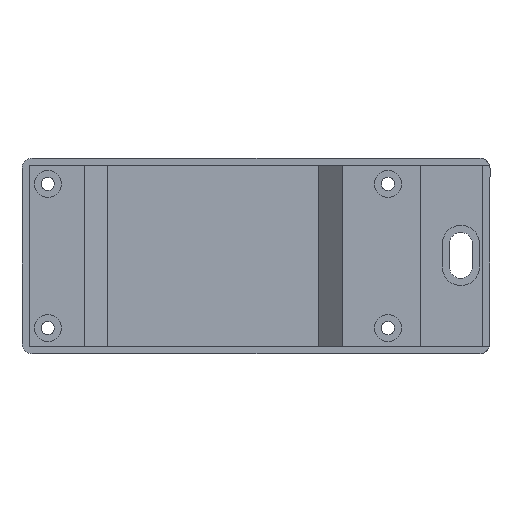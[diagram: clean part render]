
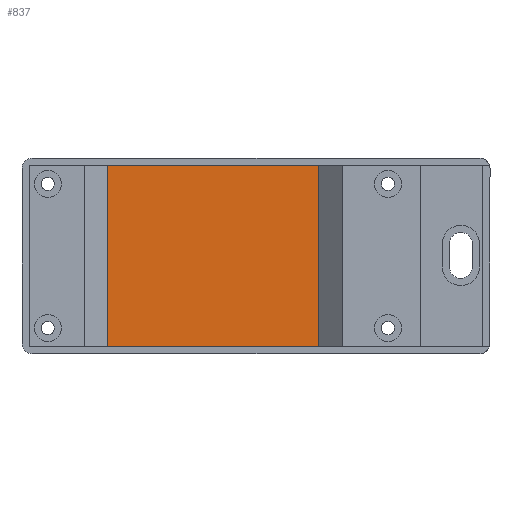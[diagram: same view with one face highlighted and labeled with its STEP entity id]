
A CAD part, top view. The second image highlights one B-rep face of the part: STEP entity #837.
In plain terms, the highlighted planar face has unit normal (0, 0, 1).
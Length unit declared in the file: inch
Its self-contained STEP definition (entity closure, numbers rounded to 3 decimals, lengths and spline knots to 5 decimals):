
#28 = PLANE ( 'NONE',  #478 ) ;
#30 = EDGE_LOOP ( 'NONE', ( #1499, #1392, #309, #2160 ) ) ;
#238 = CARTESIAN_POINT ( 'NONE',  ( -1., 0.775, 0. ) ) ;
#309 = ORIENTED_EDGE ( 'NONE', *, *, #2149, .F. ) ;
#378 = FACE_OUTER_BOUND ( 'NONE', #30, .T. ) ;
#428 = LINE ( 'NONE', #1319, #429 ) ;
#429 = VECTOR ( 'NONE', #1445, 39.37008 ) ;
#449 = CARTESIAN_POINT ( 'NONE',  ( 0.8, 0.775, 0. ) ) ;
#478 = AXIS2_PLACEMENT_3D ( 'NONE', #1083, #1958, #737 ) ;
#611 = VERTEX_POINT ( 'NONE', #1764 ) ;
#614 = CARTESIAN_POINT ( 'NONE',  ( -1.67, -0.775, 0. ) ) ;
#737 = DIRECTION ( 'NONE',  ( -1., 0., 0. ) ) ;
#837 = ADVANCED_FACE ( 'NONE', ( #378 ), #28, .F. ) ;
#924 = VERTEX_POINT ( 'NONE', #238 ) ;
#1072 = DIRECTION ( 'NONE',  ( 1., 0., 0. ) ) ;
#1083 = CARTESIAN_POINT ( 'NONE',  ( 0., 0., 0. ) ) ;
#1270 = DIRECTION ( 'NONE',  ( 0., 1., 0. ) ) ;
#1319 = CARTESIAN_POINT ( 'NONE',  ( -1.67, 0.775, 0. ) ) ;
#1366 = CARTESIAN_POINT ( 'NONE',  ( -1., -0.835, 0. ) ) ;
#1392 = ORIENTED_EDGE ( 'NONE', *, *, #1993, .T. ) ;
#1394 = LINE ( 'NONE', #1366, #1778 ) ;
#1445 = DIRECTION ( 'NONE',  ( -1., 0., 0. ) ) ;
#1498 = CARTESIAN_POINT ( 'NONE',  ( -1., -0.775, 0. ) ) ;
#1499 = ORIENTED_EDGE ( 'NONE', *, *, #2123, .F. ) ;
#1546 = EDGE_CURVE ( 'NONE', #2029, #611, #1795, .T. ) ;
#1763 = VECTOR ( 'NONE', #1072, 39.37008 ) ;
#1764 = CARTESIAN_POINT ( 'NONE',  ( 0.8, -0.775, 0. ) ) ;
#1778 = VECTOR ( 'NONE', #1270, 39.37008 ) ;
#1782 = VERTEX_POINT ( 'NONE', #449 ) ;
#1793 = DIRECTION ( 'NONE',  ( 0., -1., 0. ) ) ;
#1795 = LINE ( 'NONE', #614, #1763 ) ;
#1873 = CARTESIAN_POINT ( 'NONE',  ( 0.8, -0.835, 0. ) ) ;
#1950 = VECTOR ( 'NONE', #1793, 39.37008 ) ;
#1958 = DIRECTION ( 'NONE',  ( 0., 0., -1. ) ) ;
#1977 = LINE ( 'NONE', #1873, #1950 ) ;
#1993 = EDGE_CURVE ( 'NONE', #1782, #924, #428, .T. ) ;
#2029 = VERTEX_POINT ( 'NONE', #1498 ) ;
#2123 = EDGE_CURVE ( 'NONE', #1782, #611, #1977, .T. ) ;
#2149 = EDGE_CURVE ( 'NONE', #2029, #924, #1394, .T. ) ;
#2160 = ORIENTED_EDGE ( 'NONE', *, *, #1546, .T. ) ;
